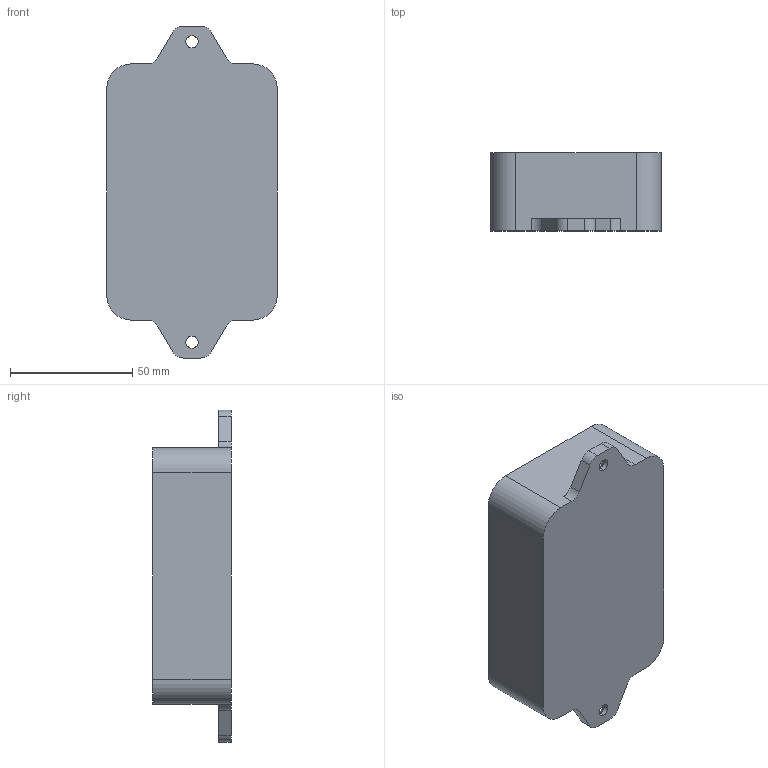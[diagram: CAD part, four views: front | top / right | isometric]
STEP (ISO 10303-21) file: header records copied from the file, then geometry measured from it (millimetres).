
FILE_DESCRIPTION (( 'STEP AP203' ), '1' );
FILE_NAME ('TWANG32_CHASSIS-mod.STEP', '2025-09-19T11:33:32', ( '' ), ( '' ), 'SwSTEP 2.0', 'SolidWorks 2017', '' );
FILE_SCHEMA (( 'CONFIG_CONTROL_DESIGN' ));
Length unit declared in the file: millimetre
Products named in the file (1): TWANG32_CHASSIS-mod
Bounding box: 69.85 x 32 x 136 mm (x, y, z)
Volume: 73080 mm3; surface area: 36347.7 mm2
Topology: 1 solids, 1 shells, 164 faces, 463 edges, 302 vertices
Faces by surface type: cylinder 83, plane 73, cone 8
Entity records: 5478 total; most frequent: CARTESIAN_POINT 1008, DIRECTION 955, ORIENTED_EDGE 926, EDGE_CURVE 463, AXIS2_PLACEMENT_3D 345, VERTEX_POINT 302, LINE 265, VECTOR 265
